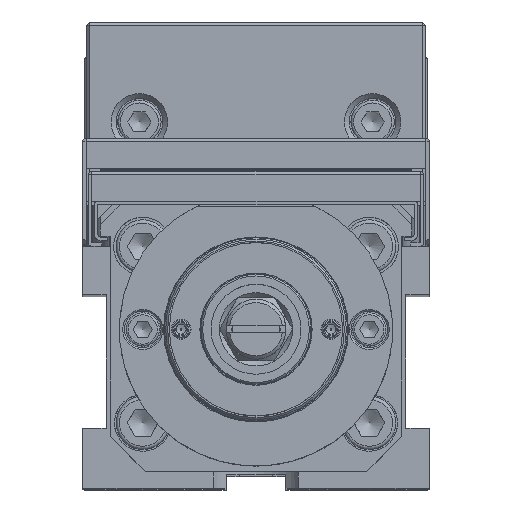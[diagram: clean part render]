
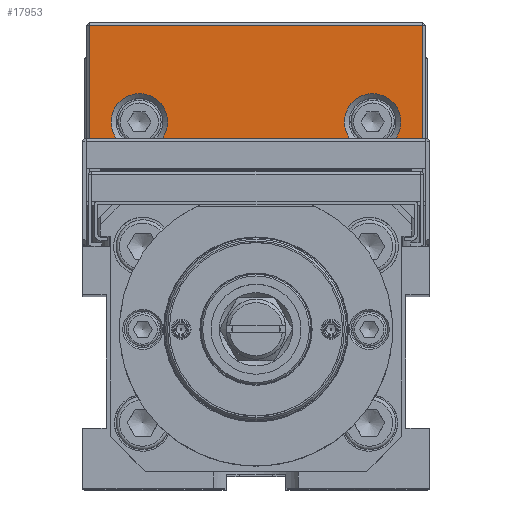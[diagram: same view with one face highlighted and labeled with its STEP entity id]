
A CAD part, top view. The second image highlights one B-rep face of the part: STEP entity #17953.
In plain terms, the highlighted planar face has unit normal (0, 0, 1).
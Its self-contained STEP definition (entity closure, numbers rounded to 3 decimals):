
#1530=FACE_BOUND($,#4715,.T.);
#1531=FACE_BOUND($,#4716,.T.);
#1532=FACE_BOUND($,#4717,.T.);
#2176=CIRCLE($,#19794,8.5);
#2177=CIRCLE($,#19796,3.459);
#2178=CIRCLE($,#19797,8.5);
#3121=FACE_OUTER_BOUND($,#4714,.T.);
#4714=EDGE_LOOP($,(#15192,#15193,#15194,#15195));
#4715=EDGE_LOOP($,(#15196));
#4716=EDGE_LOOP($,(#15197));
#4717=EDGE_LOOP($,(#15198));
#6023=LINE($,#32437,#7417);
#6024=LINE($,#32439,#7418);
#6025=LINE($,#32441,#7419);
#6026=LINE($,#32442,#7420);
#7417=VECTOR($,#24102,100.);
#7418=VECTOR($,#24103,53.);
#7419=VECTOR($,#24104,100.);
#7420=VECTOR($,#24105,53.);
#9156=VERTEX_POINT($,#32432);
#9157=VERTEX_POINT($,#32435);
#9158=VERTEX_POINT($,#32436);
#9159=VERTEX_POINT($,#32438);
#9160=VERTEX_POINT($,#32440);
#9161=VERTEX_POINT($,#32443);
#9162=VERTEX_POINT($,#32445);
#11225=EDGE_CURVE($,#9156,#9156,#2176,.T.);
#11226=EDGE_CURVE($,#9157,#9158,#6023,.T.);
#11227=EDGE_CURVE($,#9159,#9157,#6024,.T.);
#11228=EDGE_CURVE($,#9160,#9159,#6025,.T.);
#11229=EDGE_CURVE($,#9158,#9160,#6026,.T.);
#11230=EDGE_CURVE($,#9161,#9161,#2177,.T.);
#11231=EDGE_CURVE($,#9162,#9162,#2178,.T.);
#15192=ORIENTED_EDGE($,*,*,#11226,.F.);
#15193=ORIENTED_EDGE($,*,*,#11227,.F.);
#15194=ORIENTED_EDGE($,*,*,#11228,.F.);
#15195=ORIENTED_EDGE($,*,*,#11229,.F.);
#15196=ORIENTED_EDGE($,*,*,#11230,.F.);
#15197=ORIENTED_EDGE($,*,*,#11225,.F.);
#15198=ORIENTED_EDGE($,*,*,#11231,.F.);
#16904=PLANE($,#19795);
#17953=ADVANCED_FACE($,(#3121,#1530,#1531,#1532),#16904,.T.);
#19794=AXIS2_PLACEMENT_3D($,#32433,#24098,#24099);
#19795=AXIS2_PLACEMENT_3D($,#32434,#24100,#24101);
#19796=AXIS2_PLACEMENT_3D($,#32444,#24106,#24107);
#19797=AXIS2_PLACEMENT_3D($,#32446,#24108,#24109);
#24098=DIRECTION('center_axis',(0.,0.,1.));
#24099=DIRECTION('ref_axis',(-1.,0.,0.));
#24100=DIRECTION('center_axis',(0.,0.,1.));
#24101=DIRECTION('ref_axis',(1.,0.,0.));
#24102=DIRECTION($,(-1.,0.,0.));
#24103=DIRECTION($,(0.,-1.,0.));
#24104=DIRECTION($,(1.,0.,0.));
#24105=DIRECTION($,(0.,1.,0.));
#24106=DIRECTION('center_axis',(0.,0.,1.));
#24107=DIRECTION('ref_axis',(-1.,0.,0.));
#24108=DIRECTION('center_axis',(0.,0.,1.));
#24109=DIRECTION('ref_axis',(-1.,0.,0.));
#32432=CARTESIAN_POINT('',(43.5,25.,15.));
#32433=CARTESIAN_POINT('Origin',(35.,25.,15.));
#32434=CARTESIAN_POINT('Origin',(0.,27.5,15.));
#32435=CARTESIAN_POINT('',(50.,1.,15.));
#32436=CARTESIAN_POINT('',(-50.,1.,15.));
#32437=CARTESIAN_POINT($,(25.5,1.,15.));
#32438=CARTESIAN_POINT('',(50.,54.,15.));
#32439=CARTESIAN_POINT($,(50.,41.25,15.));
#32440=CARTESIAN_POINT('',(-50.,54.,15.));
#32441=CARTESIAN_POINT($,(-25.5,54.,15.));
#32442=CARTESIAN_POINT($,(-50.,13.75,15.));
#32443=CARTESIAN_POINT('',(23.459,12.,15.));
#32444=CARTESIAN_POINT('Origin',(20.,12.,15.));
#32445=CARTESIAN_POINT('',(-26.5,25.,15.));
#32446=CARTESIAN_POINT('Origin',(-35.,25.,15.));
